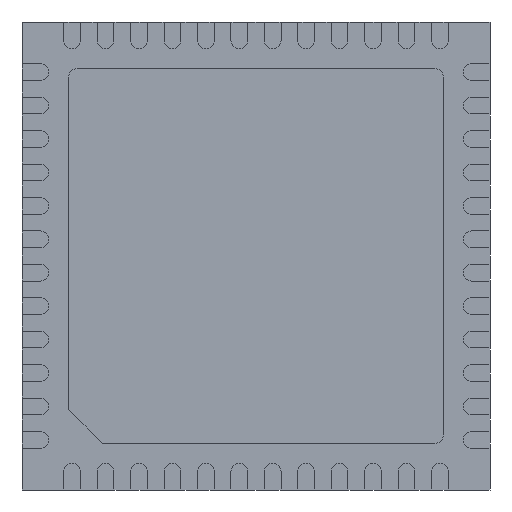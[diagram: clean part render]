
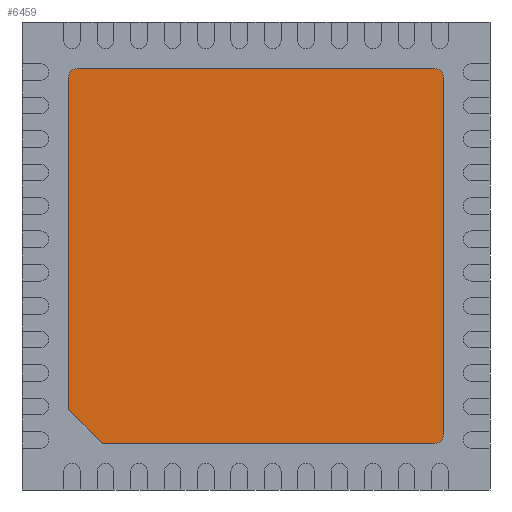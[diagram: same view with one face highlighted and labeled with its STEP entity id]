
A CAD part, front view. The second image highlights one B-rep face of the part: STEP entity #6459.
In plain terms, the highlighted planar face has unit normal (0, -1, 0).
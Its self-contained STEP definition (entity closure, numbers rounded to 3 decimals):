
#5 = DIRECTION ( 'NONE',  ( 0., -1., 0. ) ) ;
#385 = ORIENTED_EDGE ( 'NONE', *, *, #12130, .T. ) ;
#386 = VECTOR ( 'NONE', #4626, 1000. ) ;
#492 = LINE ( 'NONE', #1843, #386 ) ;
#957 = VERTEX_POINT ( 'NONE', #17131 ) ;
#1152 = CARTESIAN_POINT ( 'NONE',  ( -2.8, 0., -2.3 ) ) ;
#1502 = DIRECTION ( 'NONE',  ( 0., 0., -1. ) ) ;
#1764 = LINE ( 'NONE', #2528, #7765 ) ;
#1804 = EDGE_CURVE ( 'NONE', #12692, #17369, #8354, .T. ) ;
#1843 = CARTESIAN_POINT ( 'NONE',  ( -2.8, 0., -2.3 ) ) ;
#1929 = DIRECTION ( 'NONE',  ( 0., -1., 0. ) ) ;
#2528 = CARTESIAN_POINT ( 'NONE',  ( 2.8, 0., -2.675 ) ) ;
#3022 = CARTESIAN_POINT ( 'NONE',  ( -2.8, 0., 2.675 ) ) ;
#3826 = LINE ( 'NONE', #1152, #4163 ) ;
#4031 = CIRCLE ( 'NONE', #11306, 0.125 ) ;
#4163 = VECTOR ( 'NONE', #13665, 1000. ) ;
#4227 = VERTEX_POINT ( 'NONE', #12809 ) ;
#4626 = DIRECTION ( 'NONE',  ( 0., 0., -1. ) ) ;
#4675 = ORIENTED_EDGE ( 'NONE', *, *, #14001, .T. ) ;
#4707 = VERTEX_POINT ( 'NONE', #12270 ) ;
#5006 = AXIS2_PLACEMENT_3D ( 'NONE', #7686, #13239, #17314 ) ;
#5057 = CARTESIAN_POINT ( 'NONE',  ( -2.3, 0., -2.8 ) ) ;
#5329 = EDGE_CURVE ( 'NONE', #15146, #4227, #7244, .T. ) ;
#5580 = ORIENTED_EDGE ( 'NONE', *, *, #7678, .T. ) ;
#5784 = DIRECTION ( 'NONE',  ( 0., 0., 1. ) ) ;
#5860 = CARTESIAN_POINT ( 'NONE',  ( -2.675, 0., 2.8 ) ) ;
#6053 = CARTESIAN_POINT ( 'NONE',  ( -2.675, 0., 2.675 ) ) ;
#6459 = ADVANCED_FACE ( 'NONE', ( #9145 ), #15150, .T. ) ;
#6934 = ORIENTED_EDGE ( 'NONE', *, *, #17911, .T. ) ;
#7142 = LINE ( 'NONE', #11697, #13124 ) ;
#7244 = CIRCLE ( 'NONE', #5006, 0.125 ) ;
#7472 = EDGE_CURVE ( 'NONE', #17369, #16400, #492, .T. ) ;
#7678 = EDGE_CURVE ( 'NONE', #13237, #957, #13090, .T. ) ;
#7686 = CARTESIAN_POINT ( 'NONE',  ( 2.675, 0., 2.675 ) ) ;
#7728 = DIRECTION ( 'NONE',  ( -1., 0., 0. ) ) ;
#7765 = VECTOR ( 'NONE', #5784, 1000. ) ;
#7860 = EDGE_CURVE ( 'NONE', #4227, #12692, #7142, .T. ) ;
#8354 = CIRCLE ( 'NONE', #15324, 0.125 ) ;
#8417 = CARTESIAN_POINT ( 'NONE',  ( -2.8, 0., -2.3 ) ) ;
#9145 = FACE_OUTER_BOUND ( 'NONE', #15738, .T. ) ;
#9893 = AXIS2_PLACEMENT_3D ( 'NONE', #16518, #5, #1502 ) ;
#10802 = ORIENTED_EDGE ( 'NONE', *, *, #7860, .T. ) ;
#11306 = AXIS2_PLACEMENT_3D ( 'NONE', #14252, #16810, #14028 ) ;
#11697 = CARTESIAN_POINT ( 'NONE',  ( 2.675, 0., 2.8 ) ) ;
#12130 = EDGE_CURVE ( 'NONE', #957, #4707, #4031, .T. ) ;
#12270 = CARTESIAN_POINT ( 'NONE',  ( 2.8, 0., -2.675 ) ) ;
#12505 = DIRECTION ( 'NONE',  ( 1., 0., 0. ) ) ;
#12692 = VERTEX_POINT ( 'NONE', #5860 ) ;
#12752 = VECTOR ( 'NONE', #12505, 1000. ) ;
#12809 = CARTESIAN_POINT ( 'NONE',  ( 2.675, 0., 2.8 ) ) ;
#12863 = ORIENTED_EDGE ( 'NONE', *, *, #5329, .T. ) ;
#12980 = ORIENTED_EDGE ( 'NONE', *, *, #7472, .T. ) ;
#13090 = LINE ( 'NONE', #16679, #12752 ) ;
#13124 = VECTOR ( 'NONE', #7728, 1000. ) ;
#13237 = VERTEX_POINT ( 'NONE', #5057 ) ;
#13239 = DIRECTION ( 'NONE',  ( 0., -1., 0. ) ) ;
#13411 = DIRECTION ( 'NONE',  ( 0., 0., -1. ) ) ;
#13665 = DIRECTION ( 'NONE',  ( 0.707, 0., -0.707 ) ) ;
#14001 = EDGE_CURVE ( 'NONE', #4707, #15146, #1764, .T. ) ;
#14028 = DIRECTION ( 'NONE',  ( 0., 0., -1. ) ) ;
#14252 = CARTESIAN_POINT ( 'NONE',  ( 2.675, 0., -2.675 ) ) ;
#15146 = VERTEX_POINT ( 'NONE', #15585 ) ;
#15150 = PLANE ( 'NONE',  #9893 ) ;
#15324 = AXIS2_PLACEMENT_3D ( 'NONE', #6053, #1929, #13411 ) ;
#15585 = CARTESIAN_POINT ( 'NONE',  ( 2.8, 0., 2.675 ) ) ;
#15738 = EDGE_LOOP ( 'NONE', ( #12863, #10802, #16641, #12980, #6934, #5580, #385, #4675 ) ) ;
#16400 = VERTEX_POINT ( 'NONE', #8417 ) ;
#16518 = CARTESIAN_POINT ( 'NONE',  ( 2.675, 0., 2.675 ) ) ;
#16641 = ORIENTED_EDGE ( 'NONE', *, *, #1804, .T. ) ;
#16679 = CARTESIAN_POINT ( 'NONE',  ( 2.675, 0., -2.8 ) ) ;
#16810 = DIRECTION ( 'NONE',  ( 0., -1., 0. ) ) ;
#17131 = CARTESIAN_POINT ( 'NONE',  ( 2.675, 0., -2.8 ) ) ;
#17314 = DIRECTION ( 'NONE',  ( 0., 0., -1. ) ) ;
#17369 = VERTEX_POINT ( 'NONE', #3022 ) ;
#17911 = EDGE_CURVE ( 'NONE', #16400, #13237, #3826, .T. ) ;
